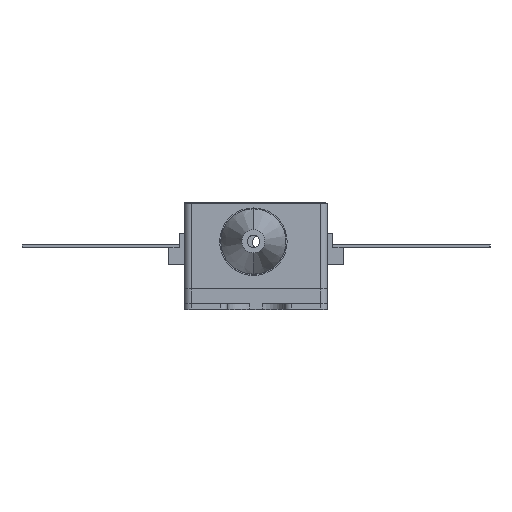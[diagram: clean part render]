
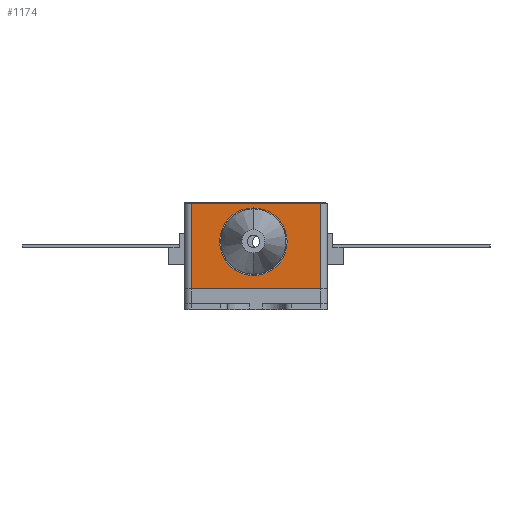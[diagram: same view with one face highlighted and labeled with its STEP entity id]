
A CAD part, top view. The second image highlights one B-rep face of the part: STEP entity #1174.
In plain terms, the highlighted planar face has unit normal (0, 0, 1).
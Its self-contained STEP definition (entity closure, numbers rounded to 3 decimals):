
#1161 = ORIENTED_EDGE ( 'NONE', *, *, #1162, .T. ) ;
#1162 = EDGE_CURVE ( 'NONE', #1239, #1163, #7621, .T. ) ;
#1163 = VERTEX_POINT ( 'NONE', #7617 ) ;
#1164 = ORIENTED_EDGE ( 'NONE', *, *, #1165, .T. ) ;
#1165 = EDGE_CURVE ( 'NONE', #1163, #1235, #7597, .T. ) ;
#1174 = ADVANCED_FACE ( 'NONE', ( #7637, #7636 ), #7673, .T. ) ;
#1175 = EDGE_LOOP ( 'NONE', ( #1176, #1180 ) ) ;
#1176 = ORIENTED_EDGE ( 'NONE', *, *, #1177, .F. ) ;
#1177 = EDGE_CURVE ( 'NONE', #1178, #1179, #7672, .T. ) ;
#1178 = VERTEX_POINT ( 'NONE', #7663 ) ;
#1179 = VERTEX_POINT ( 'NONE', #7662 ) ;
#1180 = ORIENTED_EDGE ( 'NONE', *, *, #1232, .F. ) ;
#1181 = EDGE_LOOP ( 'NONE', ( #1233, #1237, #1161, #1164 ) ) ;
#1232 = EDGE_CURVE ( 'NONE', #1179, #1178, #7790, .T. ) ;
#1233 = ORIENTED_EDGE ( 'NONE', *, *, #1234, .T. ) ;
#1234 = EDGE_CURVE ( 'NONE', #1235, #1236, #7785, .T. ) ;
#1235 = VERTEX_POINT ( 'NONE', #7781 ) ;
#1236 = VERTEX_POINT ( 'NONE', #7780 ) ;
#1237 = ORIENTED_EDGE ( 'NONE', *, *, #1238, .T. ) ;
#1238 = EDGE_CURVE ( 'NONE', #1236, #1239, #7779, .T. ) ;
#1239 = VERTEX_POINT ( 'NONE', #7775 ) ;
#7594 = DIRECTION ( 'NONE',  ( 0., 1., 0. ) ) ;
#7595 = VECTOR ( 'NONE', #7594, 1000. ) ;
#7596 = CARTESIAN_POINT ( 'NONE',  ( 6.797, -2.606, 25.4 ) ) ;
#7597 = LINE ( 'NONE', #7596, #7595 ) ;
#7617 = CARTESIAN_POINT ( 'NONE',  ( 6.797, -10.206, 25.4 ) ) ;
#7618 = DIRECTION ( 'NONE',  ( 1., 0., 0. ) ) ;
#7619 = VECTOR ( 'NONE', #7618, 1000. ) ;
#7620 = CARTESIAN_POINT ( 'NONE',  ( -5.303, -10.206, 25.4 ) ) ;
#7621 = LINE ( 'NONE', #7620, #7619 ) ;
#7636 = FACE_OUTER_BOUND ( 'NONE', #1181, .T. ) ;
#7637 = FACE_BOUND ( 'NONE', #1175, .T. ) ;
#7662 = CARTESIAN_POINT ( 'NONE',  ( -0.775, -6.006, 25.4 ) ) ;
#7663 = CARTESIAN_POINT ( 'NONE',  ( 2.4, -6.006, 25.4 ) ) ;
#7664 = DIRECTION ( 'NONE',  ( 1., 0., 0. ) ) ;
#7665 = DIRECTION ( 'NONE',  ( 0., 0., 1. ) ) ;
#7666 = CARTESIAN_POINT ( 'NONE',  ( 0.813, -6.006, 25.4 ) ) ;
#7667 = AXIS2_PLACEMENT_3D ( 'NONE', #7666, #7665, #7664 ) ;
#7668 = DIRECTION ( 'NONE',  ( 1., 0., 0. ) ) ;
#7669 = DIRECTION ( 'NONE',  ( 0., 0., 1. ) ) ;
#7670 = CARTESIAN_POINT ( 'NONE',  ( -5.303, -10.206, 25.4 ) ) ;
#7671 = AXIS2_PLACEMENT_3D ( 'NONE', #7670, #7669, #7668 ) ;
#7672 = CIRCLE ( 'NONE', #7667, 1.587 ) ;
#7673 = PLANE ( 'NONE',  #7671 ) ;
#7775 = CARTESIAN_POINT ( 'NONE',  ( -4.703, -10.206, 25.4 ) ) ;
#7776 = DIRECTION ( 'NONE',  ( 0., -1., 0. ) ) ;
#7777 = VECTOR ( 'NONE', #7776, 1000. ) ;
#7778 = CARTESIAN_POINT ( 'NONE',  ( -4.703, -10.206, 25.4 ) ) ;
#7779 = LINE ( 'NONE', #7778, #7777 ) ;
#7780 = CARTESIAN_POINT ( 'NONE',  ( -4.703, -2.606, 25.4 ) ) ;
#7781 = CARTESIAN_POINT ( 'NONE',  ( 6.797, -2.606, 25.4 ) ) ;
#7782 = DIRECTION ( 'NONE',  ( -1., 0., 0. ) ) ;
#7783 = VECTOR ( 'NONE', #7782, 1000. ) ;
#7784 = CARTESIAN_POINT ( 'NONE',  ( -5.303, -2.606, 25.4 ) ) ;
#7785 = LINE ( 'NONE', #7784, #7783 ) ;
#7786 = DIRECTION ( 'NONE',  ( 1., 0., 0. ) ) ;
#7787 = DIRECTION ( 'NONE',  ( 0., 0., 1. ) ) ;
#7788 = CARTESIAN_POINT ( 'NONE',  ( 0.813, -6.006, 25.4 ) ) ;
#7789 = AXIS2_PLACEMENT_3D ( 'NONE', #7788, #7787, #7786 ) ;
#7790 = CIRCLE ( 'NONE', #7789, 1.587 ) ;
